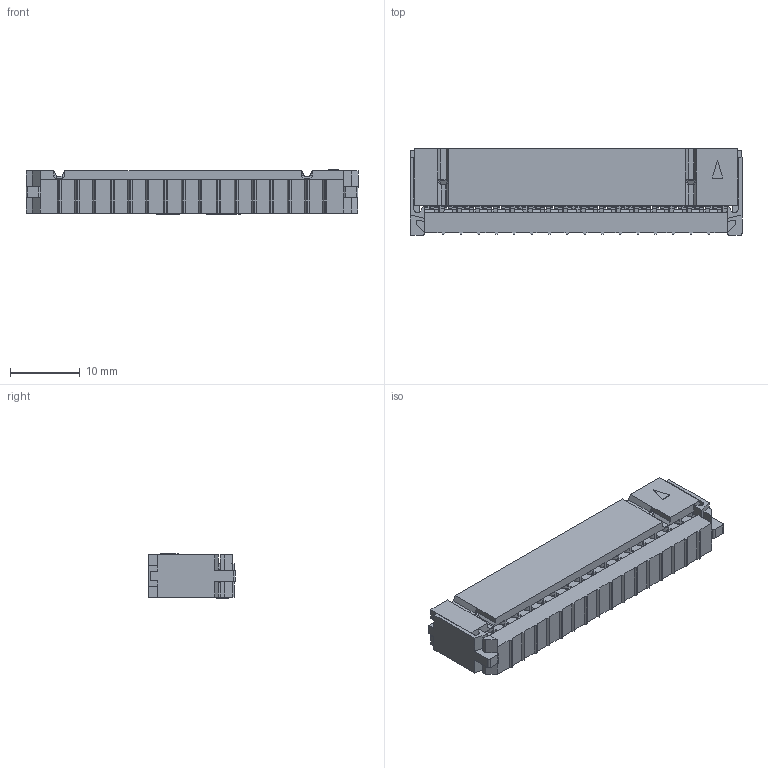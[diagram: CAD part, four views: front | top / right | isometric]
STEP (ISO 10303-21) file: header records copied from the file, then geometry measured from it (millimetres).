
FILE_DESCRIPTION(/* description */ (''),/* implementation_level */ '2;1');
FILE_NAME(/* name */ 'CWR-220-34_3D Model.stp',/* time_stamp */ '2023-11-27T11:53:22-05:00',/* author */ ('dwiltbank'),/* organization */ (''),/* preprocessor_version */ 'ST-DEVELOPER v19.2',/* originating_system */ 'Autodesk Inventor 2024',/* authorisation */ '');
FILE_SCHEMA (('AUTOMOTIVE_DESIGN { 1 0 10303 214 3 1 1 }'));
Products named in the file (1): CWR-220-34_Simplify_1
Bounding box: 47.68 x 12.43 x 6.35 mm (x, y, z)
Volume: 2510.4 mm3; surface area: 5545.4 mm2
Topology: 1 solids, 1 shells, 4306 faces, 11710 edges, 7240 vertices
Faces by surface type: plane 3071, cylinder 886, bspline 347, sphere 2
Entity records: 141768 total; most frequent: CARTESIAN_POINT 30586, ORIENTED_EDGE 23420, DIRECTION 20138, EDGE_CURVE 11710, LINE 9814, VECTOR 9814, VERTEX_POINT 7240, AXIS2_PLACEMENT_3D 5162
